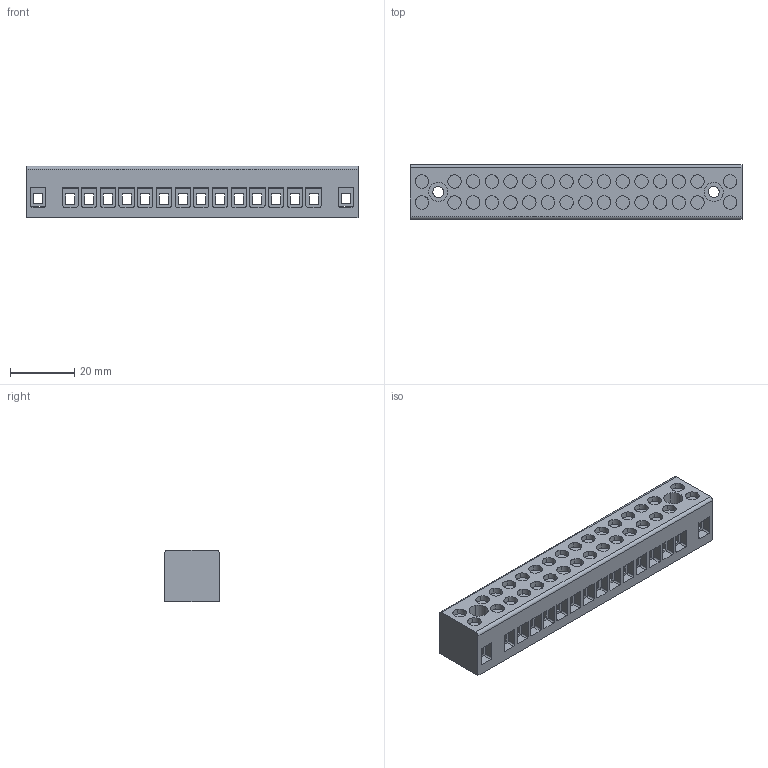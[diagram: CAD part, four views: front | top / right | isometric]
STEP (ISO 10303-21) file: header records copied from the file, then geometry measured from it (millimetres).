
FILE_DESCRIPTION(('CATIA V5R20 STEP214'),'2;1');
FILE_NAME ('5971885_2', '2014-07-18T09:05:36+00:00', ('Weidmueller Interface'), ('Weidmueller'), 'CATIA Version 5 Release 20 SP 5 (IN-10)', 'CATIA V5 STEP AP214', 'none');
FILE_SCHEMA(('AUTOMOTIVE_DESIGN { 1 0 10303 214 1 1 1 1 }'));
Length unit declared in the file: millimetre
Products named in the file (1): MK_4-16
Bounding box: 103 x 17 x 16 mm (x, y, z)
Volume: 20307.8 mm3; surface area: 13959.2 mm2
Topology: 1 solids, 1 shells, 479 faces, 1466 edges, 1020 vertices
Faces by surface type: plane 273, cylinder 206
Entity records: 15188 total; most frequent: ORIENTED_EDGE 2932, CARTESIAN_POINT 2774, DIRECTION 1864, EDGE_CURVE 1466, VERTEX_POINT 1020, VECTOR 910, LINE 910, AXIS2_PLACEMENT_3D 752
